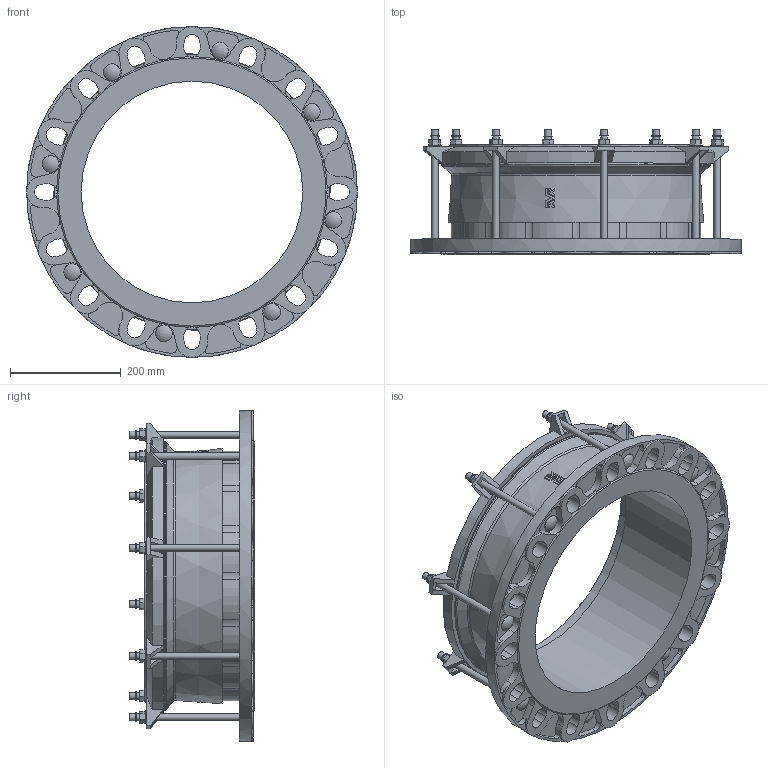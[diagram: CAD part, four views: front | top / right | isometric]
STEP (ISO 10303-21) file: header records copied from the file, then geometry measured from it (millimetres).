
FILE_DESCRIPTION (( 'STEP AP214' ), '1' );
FILE_NAME ('O_603_A_DN400_410-436mm_STEP.STEP', '2015-06-25T02:43:34', ( '' ), ( '' ), 'SwSTEP 2.0', 'SolidWorks 2012', '' );
FILE_SCHEMA (( 'AUTOMOTIVE_DESIGN' ));
Length unit declared in the file: millimetre
Products named in the file (1): O_603_A_DN400_410-436mm_STEP
Bounding box: 597 x 226 x 597 mm (x, y, z)
Volume: 9996764.5 mm3; surface area: 1076532.6 mm2
Topology: 1 solids, 1 shells, 738 faces, 2082 edges, 1338 vertices
Faces by surface type: plane 417, cylinder 269, cone 39, sphere 8, torus 3, bspline 2
Full cylindrical faces by diameter (mm): 12 x16, 13 x8, 16 x8, 24 x8, 30 x8, 400 x1, 436 x1, 449 x1, 484 x1, 597 x1
Entity records: 28063 total; most frequent: CARTESIAN_POINT 4971, DIRECTION 4123, ORIENTED_EDGE 4010, EDGE_CURVE 2005, AXIS2_PLACEMENT_3D 1535, VERTEX_POINT 1320, LINE 1053, VECTOR 1053
